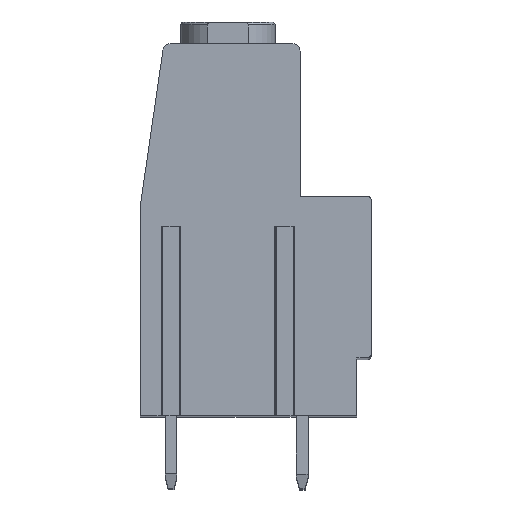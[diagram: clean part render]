
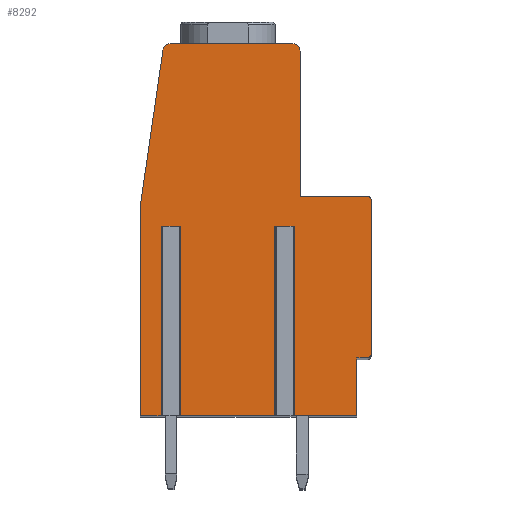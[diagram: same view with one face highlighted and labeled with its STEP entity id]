
A CAD part, top view. The second image highlights one B-rep face of the part: STEP entity #8292.
In plain terms, the highlighted planar face has unit normal (0, 0, 1).
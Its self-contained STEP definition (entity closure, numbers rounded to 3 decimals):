
#15=DIRECTION('',(1.,0.,0.));
#16=VECTOR('',#15,0.8);
#17=CARTESIAN_POINT('',(-6.226,0.25,3.175));
#18=LINE('',#17,#16);
#19=DIRECTION('',(0.,1.,0.));
#20=VECTOR('',#19,13.);
#21=CARTESIAN_POINT('',(-6.226,-12.75,3.175));
#22=LINE('',#21,#20);
#23=DIRECTION('',(-1.,0.,0.));
#24=VECTOR('',#23,1.699);
#25=CARTESIAN_POINT('',(-6.226,-12.75,3.175));
#26=LINE('',#25,#24);
#27=DIRECTION('',(0.,1.,0.));
#28=VECTOR('',#27,14.5);
#29=CARTESIAN_POINT('',(-7.925,-12.75,3.175));
#30=LINE('',#29,#28);
#31=DIRECTION('',(0.144,0.99,0.));
#32=VECTOR('',#31,10.683);
#33=CARTESIAN_POINT('',(-7.925,1.75,3.175));
#34=LINE('',#33,#32);
#35=CARTESIAN_POINT('',(-5.892,12.25,3.175));
#36=DIRECTION('',(0.,0.,-1.));
#37=DIRECTION('',(-0.99,0.144,0.));
#38=AXIS2_PLACEMENT_3D('',#35,#36,#37);
#40=CARTESIAN_POINT('',(2.525,12.25,3.175));
#41=DIRECTION('',(0.,0.,-1.));
#42=DIRECTION('',(0.,1.,0.));
#43=AXIS2_PLACEMENT_3D('',#40,#41,#42);
#45=DIRECTION('',(0.,-1.,0.));
#46=VECTOR('',#45,9.95);
#47=CARTESIAN_POINT('',(3.025,12.25,3.175));
#48=LINE('',#47,#46);
#49=DIRECTION('',(1.,0.,0.));
#50=VECTOR('',#49,4.6);
#51=CARTESIAN_POINT('',(3.025,2.3,3.175));
#52=LINE('',#51,#50);
#53=CARTESIAN_POINT('',(7.625,2.,3.175));
#54=DIRECTION('',(0.,0.,-1.));
#55=DIRECTION('',(0.,1.,0.));
#56=AXIS2_PLACEMENT_3D('',#53,#54,#55);
#58=DIRECTION('',(0.,-1.,0.));
#59=VECTOR('',#58,10.5);
#60=CARTESIAN_POINT('',(7.925,2.,3.175));
#61=LINE('',#60,#59);
#62=CARTESIAN_POINT('',(7.625,-8.5,3.175));
#63=DIRECTION('',(0.,0.,-1.));
#64=DIRECTION('',(1.,0.,0.));
#65=AXIS2_PLACEMENT_3D('',#62,#63,#64);
#67=DIRECTION('',(-1.,0.,0.));
#68=VECTOR('',#67,0.7);
#69=CARTESIAN_POINT('',(7.625,-8.8,3.175));
#70=LINE('',#69,#68);
#71=DIRECTION('',(0.,-1.,0.));
#72=VECTOR('',#71,3.95);
#73=CARTESIAN_POINT('',(6.925,-8.8,3.175));
#74=LINE('',#73,#72);
#75=DIRECTION('',(-1.,0.,0.));
#76=VECTOR('',#75,4.551);
#77=CARTESIAN_POINT('',(6.925,-12.75,3.175));
#78=LINE('',#77,#76);
#79=DIRECTION('',(0.,1.,0.));
#80=VECTOR('',#79,13.);
#81=CARTESIAN_POINT('',(2.374,-12.75,3.175));
#82=LINE('',#81,#80);
#83=DIRECTION('',(1.,0.,0.));
#84=VECTOR('',#83,0.8);
#85=CARTESIAN_POINT('',(1.574,0.25,3.175));
#86=LINE('',#85,#84);
#87=DIRECTION('',(0.,1.,0.));
#88=VECTOR('',#87,13.);
#89=CARTESIAN_POINT('',(1.574,-12.75,3.175));
#90=LINE('',#89,#88);
#91=DIRECTION('',(-1.,0.,0.));
#92=VECTOR('',#91,7.);
#93=CARTESIAN_POINT('',(1.574,-12.75,3.175));
#94=LINE('',#93,#92);
#95=DIRECTION('',(0.,1.,0.));
#96=VECTOR('',#95,13.);
#97=CARTESIAN_POINT('',(-5.426,-12.75,3.175));
#98=LINE('',#97,#96);
#1511=DIRECTION('',(-1.,0.,0.));
#1512=VECTOR('',#1511,8.417);
#1513=CARTESIAN_POINT('',(2.525,12.75,3.175));
#1514=LINE('',#1513,#1512);
#6479=CARTESIAN_POINT('',(6.925,-8.8,3.175));
#6480=CARTESIAN_POINT('',(6.925,-12.75,3.175));
#6481=VERTEX_POINT('',#6479);
#6482=VERTEX_POINT('',#6480);
#6483=CARTESIAN_POINT('',(7.625,-8.8,3.175));
#6484=VERTEX_POINT('',#6483);
#6485=CARTESIAN_POINT('',(7.925,-8.5,3.175));
#6486=VERTEX_POINT('',#6485);
#6487=CARTESIAN_POINT('',(7.925,2.,3.175));
#6488=VERTEX_POINT('',#6487);
#6489=CARTESIAN_POINT('',(7.625,2.3,3.175));
#6490=VERTEX_POINT('',#6489);
#6491=CARTESIAN_POINT('',(3.025,2.3,3.175));
#6492=VERTEX_POINT('',#6491);
#6493=CARTESIAN_POINT('',(3.025,12.25,3.175));
#6494=VERTEX_POINT('',#6493);
#6495=CARTESIAN_POINT('',(2.525,12.75,3.175));
#6496=VERTEX_POINT('',#6495);
#6497=CARTESIAN_POINT('',(-6.387,12.322,3.175));
#6498=CARTESIAN_POINT('',(-5.892,12.75,3.175));
#6499=VERTEX_POINT('',#6497);
#6500=VERTEX_POINT('',#6498);
#6501=CARTESIAN_POINT('',(-7.925,1.75,3.175));
#6502=VERTEX_POINT('',#6501);
#6503=CARTESIAN_POINT('',(-7.925,-12.75,3.175));
#6504=VERTEX_POINT('',#6503);
#6563=CARTESIAN_POINT('',(-6.226,0.25,3.175));
#6564=CARTESIAN_POINT('',(-5.426,0.25,3.175));
#6565=VERTEX_POINT('',#6563);
#6566=VERTEX_POINT('',#6564);
#6567=CARTESIAN_POINT('',(1.574,0.25,3.175));
#6568=CARTESIAN_POINT('',(2.374,0.25,3.175));
#6569=VERTEX_POINT('',#6567);
#6570=VERTEX_POINT('',#6568);
#6571=CARTESIAN_POINT('',(-5.426,-12.75,3.175));
#6572=VERTEX_POINT('',#6571);
#6573=CARTESIAN_POINT('',(-6.226,-12.75,3.175));
#6574=VERTEX_POINT('',#6573);
#6575=CARTESIAN_POINT('',(1.574,-12.75,3.175));
#6576=VERTEX_POINT('',#6575);
#6577=CARTESIAN_POINT('',(2.374,-12.75,3.175));
#6578=VERTEX_POINT('',#6577);
#8243=CARTESIAN_POINT('',(0.,0.,3.175));
#8244=DIRECTION('',(0.,0.,1.));
#8245=DIRECTION('',(1.,0.,0.));
#8246=AXIS2_PLACEMENT_3D('',#8243,#8244,#8245);
#8247=PLANE('',#8246);
#8249=ORIENTED_EDGE('',*,*,#8248,.F.);
#8251=ORIENTED_EDGE('',*,*,#8250,.F.);
#8253=ORIENTED_EDGE('',*,*,#8252,.T.);
#8255=ORIENTED_EDGE('',*,*,#8254,.T.);
#8257=ORIENTED_EDGE('',*,*,#8256,.T.);
#8259=ORIENTED_EDGE('',*,*,#8258,.T.);
#8261=ORIENTED_EDGE('',*,*,#8260,.F.);
#8263=ORIENTED_EDGE('',*,*,#8262,.T.);
#8265=ORIENTED_EDGE('',*,*,#8264,.T.);
#8267=ORIENTED_EDGE('',*,*,#8266,.T.);
#8269=ORIENTED_EDGE('',*,*,#8268,.T.);
#8271=ORIENTED_EDGE('',*,*,#8270,.T.);
#8273=ORIENTED_EDGE('',*,*,#8272,.T.);
#8275=ORIENTED_EDGE('',*,*,#8274,.T.);
#8277=ORIENTED_EDGE('',*,*,#8276,.T.);
#8279=ORIENTED_EDGE('',*,*,#8278,.T.);
#8281=ORIENTED_EDGE('',*,*,#8280,.T.);
#8283=ORIENTED_EDGE('',*,*,#8282,.F.);
#8285=ORIENTED_EDGE('',*,*,#8284,.F.);
#8287=ORIENTED_EDGE('',*,*,#8286,.T.);
#8289=ORIENTED_EDGE('',*,*,#8288,.T.);
#8290=EDGE_LOOP('',(#8249,#8251,#8253,#8255,#8257,#8259,#8261,#8263,#8265,#8267,
#8269,#8271,#8273,#8275,#8277,#8279,#8281,#8283,#8285,#8287,#8289));
#8291=FACE_OUTER_BOUND('',#8290,.F.);
#39=CIRCLE('',#38,0.5);
#44=CIRCLE('',#43,0.5);
#57=CIRCLE('',#56,0.3);
#66=CIRCLE('',#65,0.3);
#8248=EDGE_CURVE('',#6565,#6566,#18,.T.);
#8250=EDGE_CURVE('',#6574,#6565,#22,.T.);
#8252=EDGE_CURVE('',#6574,#6504,#26,.T.);
#8254=EDGE_CURVE('',#6504,#6502,#30,.T.);
#8256=EDGE_CURVE('',#6502,#6499,#34,.T.);
#8258=EDGE_CURVE('',#6499,#6500,#39,.T.);
#8260=EDGE_CURVE('',#6496,#6500,#1514,.T.);
#8262=EDGE_CURVE('',#6496,#6494,#44,.T.);
#8264=EDGE_CURVE('',#6494,#6492,#48,.T.);
#8266=EDGE_CURVE('',#6492,#6490,#52,.T.);
#8268=EDGE_CURVE('',#6490,#6488,#57,.T.);
#8270=EDGE_CURVE('',#6488,#6486,#61,.T.);
#8272=EDGE_CURVE('',#6486,#6484,#66,.T.);
#8274=EDGE_CURVE('',#6484,#6481,#70,.T.);
#8276=EDGE_CURVE('',#6481,#6482,#74,.T.);
#8278=EDGE_CURVE('',#6482,#6578,#78,.T.);
#8280=EDGE_CURVE('',#6578,#6570,#82,.T.);
#8282=EDGE_CURVE('',#6569,#6570,#86,.T.);
#8284=EDGE_CURVE('',#6576,#6569,#90,.T.);
#8286=EDGE_CURVE('',#6576,#6572,#94,.T.);
#8288=EDGE_CURVE('',#6572,#6566,#98,.T.);
#8292=ADVANCED_FACE('',(#8291),#8247,.T.);
